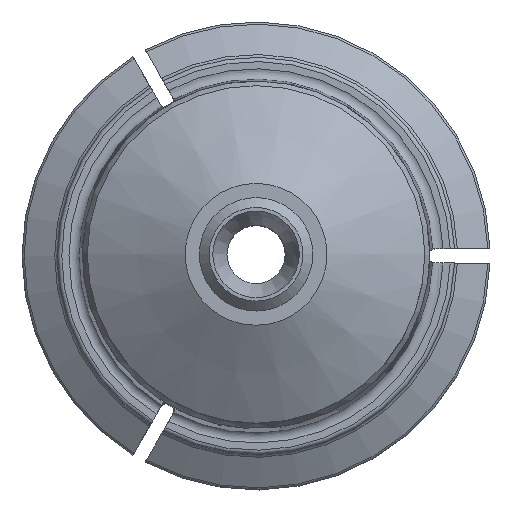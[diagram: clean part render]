
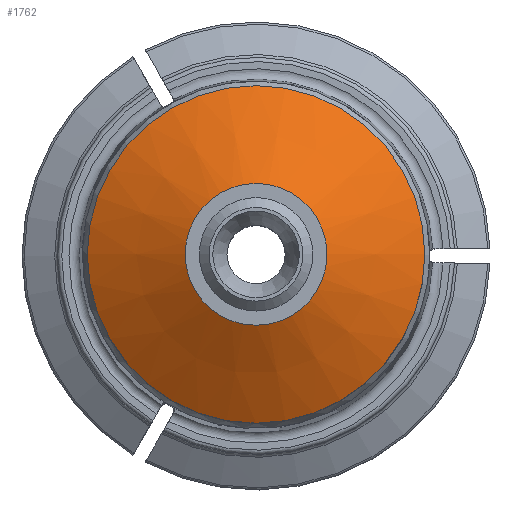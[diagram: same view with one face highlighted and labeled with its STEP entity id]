
A CAD part, top view. The second image highlights one B-rep face of the part: STEP entity #1762.
In plain terms, the highlighted conical face has half-angle 60 degrees and reference radius 11.9 mm.
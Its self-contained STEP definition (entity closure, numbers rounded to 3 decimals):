
#62=CONICAL_SURFACE('',#1924,11.9,1.047);
#157=CIRCLE('',#1923,11.9);
#158=CIRCLE('',#1925,5.);
#601=ORIENTED_EDGE('',*,*,#794,.F.);
#602=ORIENTED_EDGE('',*,*,#793,.T.);
#793=EDGE_CURVE('',#927,#927,#157,.T.);
#794=EDGE_CURVE('',#928,#928,#158,.T.);
#927=VERTEX_POINT('',#2951);
#928=VERTEX_POINT('',#2954);
#1103=EDGE_LOOP('',(#601));
#1104=EDGE_LOOP('',(#602));
#1211=FACE_BOUND('',#1103,.T.);
#1212=FACE_BOUND('',#1104,.T.);
#1762=ADVANCED_FACE('',(#1211,#1212),#62,.T.);
#1923=AXIS2_PLACEMENT_3D('',#2950,#2269,#2270);
#1924=AXIS2_PLACEMENT_3D('',#2952,#2271,#2272);
#1925=AXIS2_PLACEMENT_3D('',#2953,#2273,#2274);
#2269=DIRECTION('',(0.,0.,1.));
#2270=DIRECTION('',(1.,0.,0.));
#2271=DIRECTION('',(0.,0.,-1.));
#2272=DIRECTION('',(-1.,0.,0.));
#2273=DIRECTION('',(0.,0.,1.));
#2274=DIRECTION('',(1.,0.,0.));
#2950=CARTESIAN_POINT('',(0.,0.,65.016));
#2951=CARTESIAN_POINT('',(11.9,0.,65.016));
#2952=CARTESIAN_POINT('',(0.,0.,65.016));
#2953=CARTESIAN_POINT('',(0.,0.,69.));
#2954=CARTESIAN_POINT('',(5.,0.,69.));
